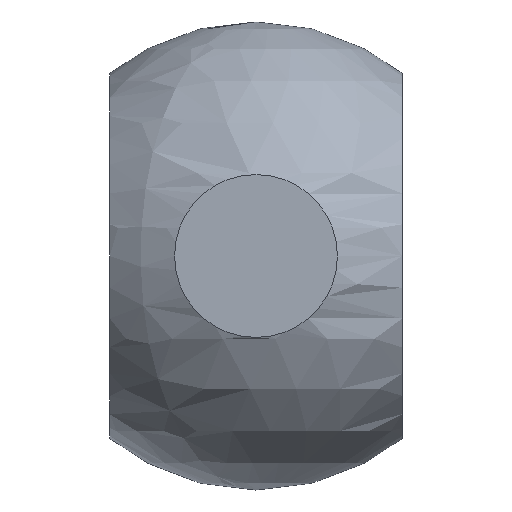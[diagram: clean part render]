
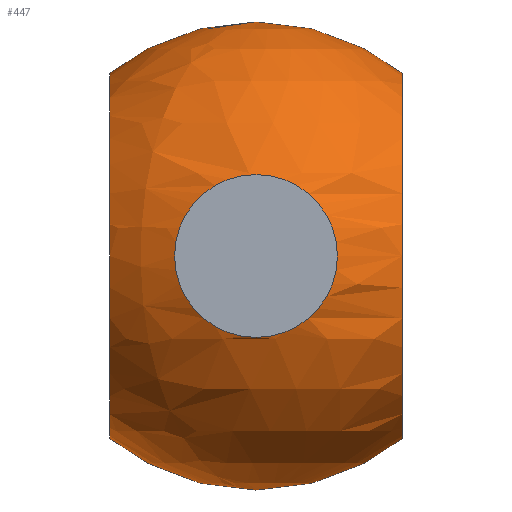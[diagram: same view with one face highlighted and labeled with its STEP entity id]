
A CAD part, front view. The second image highlights one B-rep face of the part: STEP entity #447.
In plain terms, the highlighted spherical face has radius 16 mm.
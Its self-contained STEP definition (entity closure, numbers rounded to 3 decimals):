
#394=CARTESIAN_POINT('',(0.,-15.0,-5.568));
#395=VERTEX_POINT('',#394);
#396=CARTESIAN_POINT('',(0.0,-15.0,0.0));
#397=DIRECTION('',(0.0,1.0,0.0));
#398=DIRECTION('',(0.0,0.0,-1.0));
#399=AXIS2_PLACEMENT_3D('',#396,#397,#398);
#400=CIRCLE('',#399,5.568);
#401=EDGE_CURVE('',#395,#395,#400,.T.);
#406=CARTESIAN_POINT('',(0.0,0.0,0.0));
#407=DIRECTION('',(0.0,0.0,1.0));
#408=DIRECTION('',(1.0,0.0,0.0));
#409=AXIS2_PLACEMENT_3D('',#406,#407,#408);
#410=SPHERICAL_SURFACE('',#409,16.0);
#411=ORIENTED_EDGE('',*,*,#401,.T.);
#412=EDGE_LOOP('',(#411));
#413=FACE_OUTER_BOUND('',#412,.T.);
#414=CARTESIAN_POINT('',(10.,0.0,-12.49));
#415=VERTEX_POINT('',#414);
#416=CARTESIAN_POINT('',(10.,0.0,0.));
#417=DIRECTION('',(-1.0,0.0,0.0));
#418=DIRECTION('',(0.0,0.0,-1.0));
#419=AXIS2_PLACEMENT_3D('',#416,#417,#418);
#420=CIRCLE('',#419,12.49);
#421=EDGE_CURVE('',#415,#415,#420,.T.);
#422=ORIENTED_EDGE('',*,*,#421,.T.);
#423=EDGE_LOOP('',(#422));
#424=FACE_BOUND('',#423,.T.);
#425=CARTESIAN_POINT('',(-10.0,0.0,12.49));
#426=VERTEX_POINT('',#425);
#427=CARTESIAN_POINT('',(-10.0,0.0,0.0));
#428=DIRECTION('',(1.0,0.0,0.0));
#429=DIRECTION('',(0.0,0.0,1.0));
#430=AXIS2_PLACEMENT_3D('',#427,#428,#429);
#431=CIRCLE('',#430,12.49);
#432=EDGE_CURVE('',#426,#426,#431,.T.);
#433=ORIENTED_EDGE('',*,*,#432,.T.);
#434=EDGE_LOOP('',(#433));
#435=FACE_BOUND('',#434,.T.);
#436=CARTESIAN_POINT('',(0.,12.765,9.647));
#437=VERTEX_POINT('',#436);
#438=CARTESIAN_POINT('',(0.0,12.765,0.0));
#439=DIRECTION('',(0.0,-1.0,0.0));
#440=DIRECTION('',(0.0,0.0,1.0));
#441=AXIS2_PLACEMENT_3D('',#438,#439,#440);
#442=CIRCLE('',#441,9.647);
#443=EDGE_CURVE('',#437,#437,#442,.T.);
#444=ORIENTED_EDGE('',*,*,#443,.T.);
#445=EDGE_LOOP('',(#444));
#446=FACE_BOUND('',#445,.T.);
#447=ADVANCED_FACE('',(#413,#424,#435,#446),#410,.T.);
